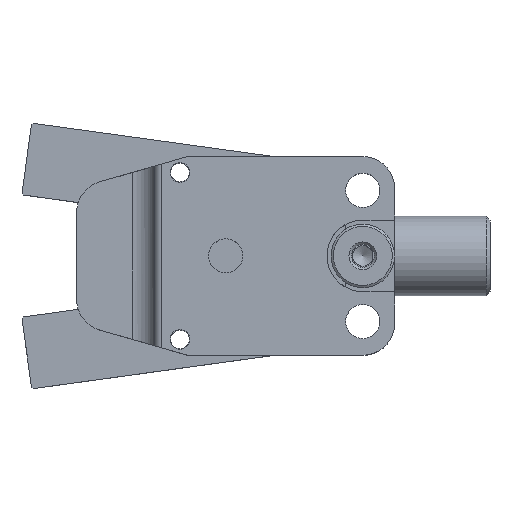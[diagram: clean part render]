
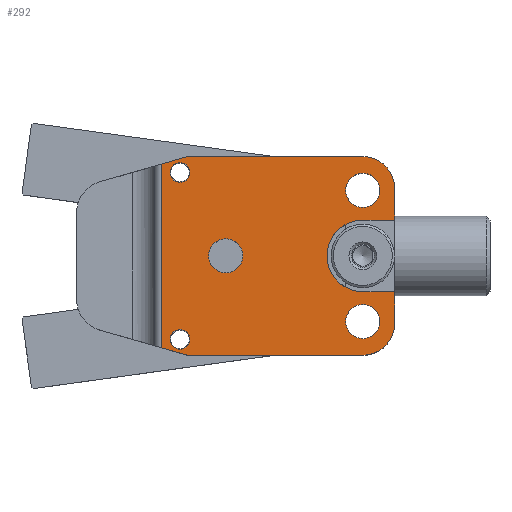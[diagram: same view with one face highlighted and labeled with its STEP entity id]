
A CAD part, top view. The second image highlights one B-rep face of the part: STEP entity #292.
In plain terms, the highlighted planar face has unit normal (0, 0, 1).
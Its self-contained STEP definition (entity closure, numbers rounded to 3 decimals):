
#292=ADVANCED_FACE('',(#615,#616,#617,#618,#619,#620),#621,.T.);
#615=FACE_BOUND('',#1019,.T.);
#616=FACE_BOUND('',#1020,.T.);
#617=FACE_BOUND('',#1021,.T.);
#618=FACE_BOUND('',#1022,.T.);
#619=FACE_BOUND('',#1023,.T.);
#620=FACE_OUTER_BOUND('',#1024,.T.);
#621=PLANE('',#1025);
#1019=EDGE_LOOP('',(#1636));
#1020=EDGE_LOOP('',(#1637));
#1021=EDGE_LOOP('',(#1638));
#1022=EDGE_LOOP('',(#1639));
#1023=EDGE_LOOP('',(#1640));
#1024=EDGE_LOOP('',(#1641,#1642,#1643,#1644,#1645,#1646,#1647,#1648,#1649,#1650,#1651,#1652));
#1025=AXIS2_PLACEMENT_3D('',#1653,#1654,#1655);
#1636=ORIENTED_EDGE('',*,*,#2380,.F.);
#1637=ORIENTED_EDGE('',*,*,#2381,.F.);
#1638=ORIENTED_EDGE('',*,*,#2382,.F.);
#1639=ORIENTED_EDGE('',*,*,#2383,.F.);
#1640=ORIENTED_EDGE('',*,*,#2384,.F.);
#1641=ORIENTED_EDGE('',*,*,#2385,.F.);
#1642=ORIENTED_EDGE('',*,*,#2386,.T.);
#1643=ORIENTED_EDGE('',*,*,#2369,.F.);
#1644=ORIENTED_EDGE('',*,*,#2387,.T.);
#1645=ORIENTED_EDGE('',*,*,#2388,.T.);
#1646=ORIENTED_EDGE('',*,*,#2364,.F.);
#1647=ORIENTED_EDGE('',*,*,#2389,.F.);
#1648=ORIENTED_EDGE('',*,*,#2390,.F.);
#1649=ORIENTED_EDGE('',*,*,#2391,.F.);
#1650=ORIENTED_EDGE('',*,*,#2359,.F.);
#1651=ORIENTED_EDGE('',*,*,#2392,.T.);
#1652=ORIENTED_EDGE('',*,*,#2393,.T.);
#1653=CARTESIAN_POINT('',(0.0,0.0,7.5));
#1654=DIRECTION('',(0.0,0.0,1.0));
#1655=DIRECTION('',(1.0,0.0,0.0));
#2359=EDGE_CURVE('',#2803,#2805,#2806,.T.);
#2364=EDGE_CURVE('',#2812,#2814,#2815,.T.);
#2369=EDGE_CURVE('',#2820,#2822,#2823,.T.);
#2380=EDGE_CURVE('',#2839,#2839,#2840,.T.);
#2381=EDGE_CURVE('',#2841,#2841,#2842,.T.);
#2382=EDGE_CURVE('',#2843,#2843,#2844,.T.);
#2383=EDGE_CURVE('',#2845,#2845,#2846,.T.);
#2384=EDGE_CURVE('',#2847,#2847,#2848,.T.);
#2385=EDGE_CURVE('',#2849,#2850,#2851,.T.);
#2386=EDGE_CURVE('',#2849,#2822,#2852,.F.);
#2387=EDGE_CURVE('',#2820,#2853,#2854,.T.);
#2388=EDGE_CURVE('',#2853,#2814,#2855,.T.);
#2389=EDGE_CURVE('',#2856,#2812,#2857,.T.);
#2390=EDGE_CURVE('',#2858,#2856,#2859,.T.);
#2391=EDGE_CURVE('',#2805,#2858,#2860,.T.);
#2392=EDGE_CURVE('',#2803,#2861,#2862,.T.);
#2393=EDGE_CURVE('',#2861,#2850,#2863,.T.);
#2803=VERTEX_POINT('',#3530);
#2805=VERTEX_POINT('',#3533);
#2806=LINE('',#3534,#3535);
#2812=VERTEX_POINT('',#3544);
#2814=VERTEX_POINT('',#3547);
#2815=LINE('',#3548,#3549);
#2820=VERTEX_POINT('',#3556);
#2822=VERTEX_POINT('',#3559);
#2823=LINE('',#3560,#3561);
#2839=VERTEX_POINT('',#3581);
#2840=CIRCLE('',#3582,2.15);
#2841=VERTEX_POINT('',#3583);
#2842=CIRCLE('',#3584,2.15);
#2843=VERTEX_POINT('',#3585);
#2844=CIRCLE('',#3586,2.15);
#2845=VERTEX_POINT('',#3587);
#2846=CIRCLE('',#3588,1.25);
#2847=VERTEX_POINT('',#3589);
#2848=CIRCLE('',#3590,1.25);
#2849=VERTEX_POINT('',#3591);
#2850=VERTEX_POINT('',#3592);
#2851=LINE('',#3593,#3594);
#2852=LINE('',#3595,#3596);
#2853=VERTEX_POINT('',#3597);
#2854=LINE('',#3598,#3599);
#2855=CIRCLE('',#3600,4.0);
#2856=VERTEX_POINT('',#3601);
#2857=LINE('',#3602,#3603);
#2858=VERTEX_POINT('',#3604);
#2859=CIRCLE('',#3605,4.5);
#2860=LINE('',#3606,#3607);
#2861=VERTEX_POINT('',#3608);
#2862=CIRCLE('',#3609,4.0);
#2863=LINE('',#3610,#3611);
#3530=CARTESIAN_POINT('',(14.0,8.5,7.5));
#3533=CARTESIAN_POINT('',(14.0,4.5,7.5));
#3534=CARTESIAN_POINT('',(14.0,12.5,7.5));
#3535=VECTOR('',#4134,1.0);
#3544=CARTESIAN_POINT('',(14.0,-4.5,7.5));
#3547=CARTESIAN_POINT('',(14.0,-8.5,7.5));
#3548=CARTESIAN_POINT('',(14.0,12.5,7.5));
#3549=VECTOR('',#4139,1.0);
#3556=CARTESIAN_POINT('',(-12.0,-12.5,7.5));
#3559=CARTESIAN_POINT('',(-15.292,-11.556,7.5));
#3560=CARTESIAN_POINT('',(-26.0,-8.486,7.5));
#3561=VECTOR('',#4143,1.0);
#3581=CARTESIAN_POINT('',(12.15,8.25,7.5));
#3582=AXIS2_PLACEMENT_3D('',#4160,#4161,#4162);
#3583=CARTESIAN_POINT('',(12.15,-8.25,7.5));
#3584=AXIS2_PLACEMENT_3D('',#4163,#4164,#4165);
#3585=CARTESIAN_POINT('',(-5.09,0.,7.5));
#3586=AXIS2_PLACEMENT_3D('',#4166,#4167,#4168);
#3587=CARTESIAN_POINT('',(-11.75,10.5,7.5));
#3588=AXIS2_PLACEMENT_3D('',#4169,#4170,#4171);
#3589=CARTESIAN_POINT('',(-11.75,-10.5,7.5));
#3590=AXIS2_PLACEMENT_3D('',#4172,#4173,#4174);
#3591=CARTESIAN_POINT('',(-15.292,11.556,7.5));
#3592=CARTESIAN_POINT('',(-12.0,12.5,7.5));
#3593=CARTESIAN_POINT('',(-26.0,8.486,7.5));
#3594=VECTOR('',#4175,1.0);
#3595=CARTESIAN_POINT('',(-15.292,47.5,7.5));
#3596=VECTOR('',#4176,1.0);
#3597=CARTESIAN_POINT('',(10.0,-12.5,7.5));
#3598=CARTESIAN_POINT('',(-26.0,-12.5,7.5));
#3599=VECTOR('',#4177,1.0);
#3600=AXIS2_PLACEMENT_3D('',#4178,#4179,#4180);
#3601=CARTESIAN_POINT('',(10.0,-4.5,7.5));
#3602=CARTESIAN_POINT('',(10.0,-4.5,7.5));
#3603=VECTOR('',#4181,1.0);
#3604=CARTESIAN_POINT('',(10.0,4.5,7.5));
#3605=AXIS2_PLACEMENT_3D('',#4182,#4183,#4184);
#3606=CARTESIAN_POINT('',(10.0,4.5,7.5));
#3607=VECTOR('',#4185,1.0);
#3608=CARTESIAN_POINT('',(10.0,12.5,7.5));
#3609=AXIS2_PLACEMENT_3D('',#4186,#4187,#4188);
#3610=CARTESIAN_POINT('',(-26.0,12.5,7.5));
#3611=VECTOR('',#4189,1.0);
#4134=DIRECTION('',(0.,-1.0,0.));
#4139=DIRECTION('',(0.,-1.0,0.));
#4143=DIRECTION('',(-0.961,0.276,0.0));
#4160=CARTESIAN_POINT('',(10.0,8.25,7.5));
#4161=DIRECTION('',(0.0,0.0,1.0));
#4162=DIRECTION('',(1.0,0.0,0.0));
#4163=CARTESIAN_POINT('',(10.0,-8.25,7.5));
#4164=DIRECTION('',(0.0,0.0,1.0));
#4165=DIRECTION('',(1.0,0.0,0.0));
#4166=CARTESIAN_POINT('',(-7.24,0.,7.5));
#4167=DIRECTION('',(0.0,0.0,1.0));
#4168=DIRECTION('',(1.0,0.0,0.0));
#4169=CARTESIAN_POINT('',(-13.0,10.5,7.5));
#4170=DIRECTION('',(0.0,0.0,1.0));
#4171=DIRECTION('',(1.0,0.0,0.0));
#4172=CARTESIAN_POINT('',(-13.0,-10.5,7.5));
#4173=DIRECTION('',(0.0,0.0,1.0));
#4174=DIRECTION('',(1.0,0.0,0.0));
#4175=DIRECTION('',(0.961,0.276,0.0));
#4176=DIRECTION('',(0.0,1.0,0.0));
#4177=DIRECTION('',(1.0,0.0,0.0));
#4178=CARTESIAN_POINT('',(10.0,-8.5,7.5));
#4179=DIRECTION('',(0.0,0.0,1.0));
#4180=DIRECTION('',(1.0,0.0,0.0));
#4181=DIRECTION('',(1.0,0.0,0.0));
#4182=CARTESIAN_POINT('',(10.0,0.0,7.5));
#4183=DIRECTION('',(0.0,0.0,1.0));
#4184=DIRECTION('',(1.0,0.0,0.0));
#4185=DIRECTION('',(-1.0,0.0,0.0));
#4186=CARTESIAN_POINT('',(10.0,8.5,7.5));
#4187=DIRECTION('',(0.0,0.0,1.0));
#4188=DIRECTION('',(1.0,0.0,0.0));
#4189=DIRECTION('',(-1.0,0.0,0.0));
